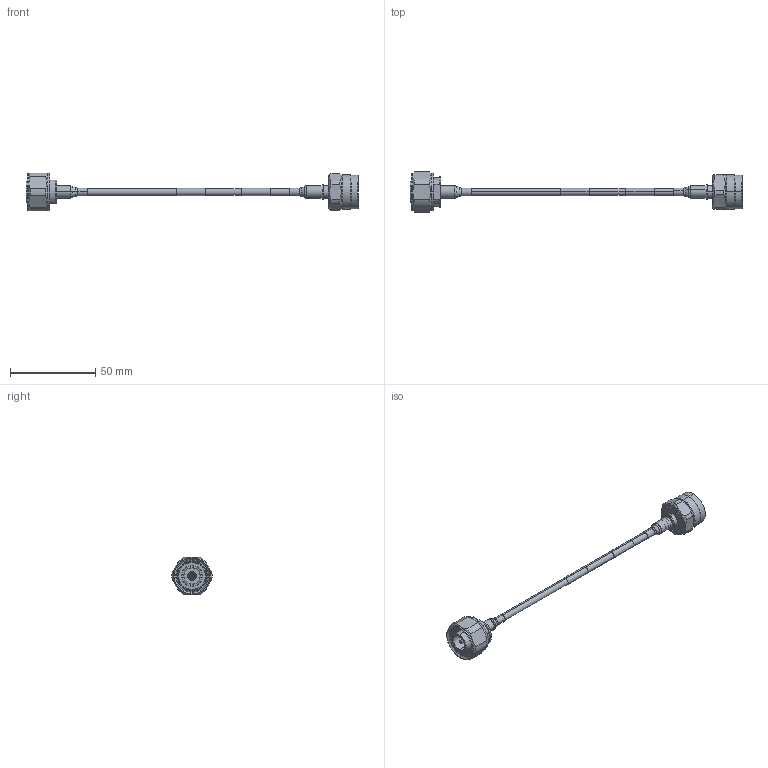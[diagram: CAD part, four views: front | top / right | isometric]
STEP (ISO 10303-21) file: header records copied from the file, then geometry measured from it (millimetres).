
FILE_DESCRIPTION (( 'STEP AP214' ), '1' );
FILE_NAME ('PE3C8293_3D.STEP', '2021-07-29T19:07:03', ( '' ), ( '' ), 'SwSTEP 2.0', 'SolidWorks 2021', '' );
FILE_SCHEMA (( 'AUTOMOTIVE_DESIGN' ));
Length unit declared in the file: inch
Products named in the file (5): TC-402-4195M-LP-PE; TC-402-NM-LP-PE; TFT-402-MA1; TFT-402-LF_LABEL PE+FM; PE3C8293_3D
Assembly tree (5 placements, depth 2):
  PE3C8293_3D
    TFT-402-LF_LABEL PE+FM
    TC-402-4195M-LP-PE
    TFT-402-MA1  x2
    TC-402-NM-LP-PE
Bounding box: 194.18 x 23.46 x 22 mm (x, y, z)
Volume: 10805.3 mm3; surface area: 12582.9 mm2
Topology: 9 solids, 9 shells, 348 faces, 745 edges, 445 vertices
Faces by surface type: cylinder 127, cone 112, plane 69, torus 38, bspline 2
Entity records: 10832 total; most frequent: CARTESIAN_POINT 3188, DIRECTION 1691, ORIENTED_EDGE 1402, AXIS2_PLACEMENT_3D 716, EDGE_CURVE 701, VERTEX_POINT 421, CIRCLE 384, EDGE_LOOP 366
